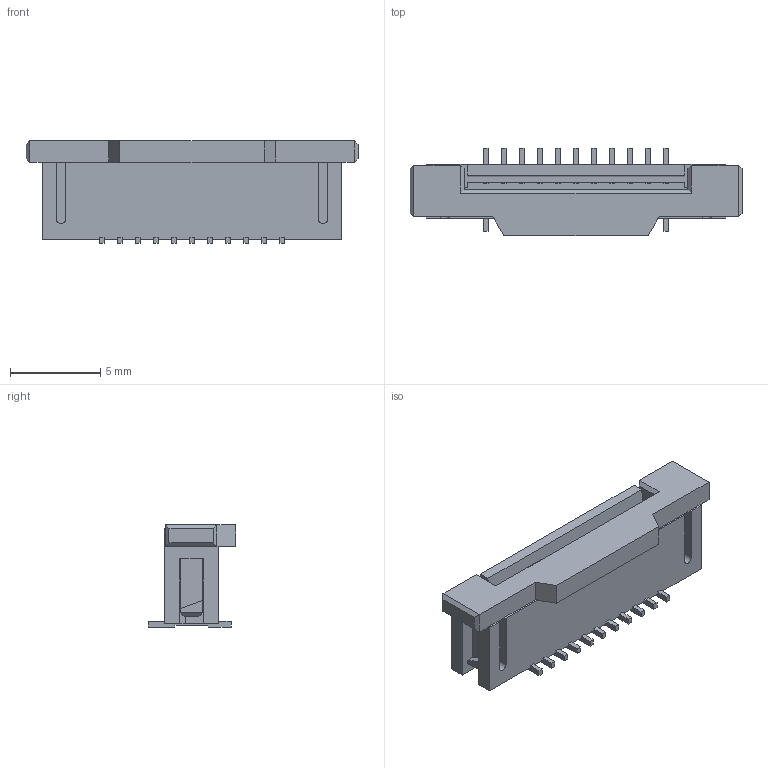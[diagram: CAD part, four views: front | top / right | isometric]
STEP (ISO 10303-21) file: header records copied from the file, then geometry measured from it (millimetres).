
FILE_DESCRIPTION(('STEP AP242'),'1');
FILE_NAME('1-1734248-1.stp','2022-11-07T09:56:10',('TraceParts'),('TraceParts S.A.'),'Spatial InterOp 3D',' ',' ');
FILE_SCHEMA(('AP242_MANAGED_MODEL_BASED_3D_ENGINEERING_MIM_LF {1 0 10303 442 1 1 4}'));
Length unit declared in the file: millimetre
Products named in the file (1): 1-1734248-1
Bounding box: 18.4 x 4.85 x 5.68 mm (x, y, z)
Volume: 242 mm3; surface area: 610.2 mm2
Topology: 1 solids, 1 shells, 332 faces, 1008 edges, 666 vertices
Faces by surface type: plane 328, cylinder 4
Entity records: 11119 total; most frequent: ORIENTED_EDGE 2016, CARTESIAN_POINT 2007, DIRECTION 1682, EDGE_CURVE 1008, LINE 1000, VECTOR 1000, VERTEX_POINT 666, EDGE_LOOP 354
